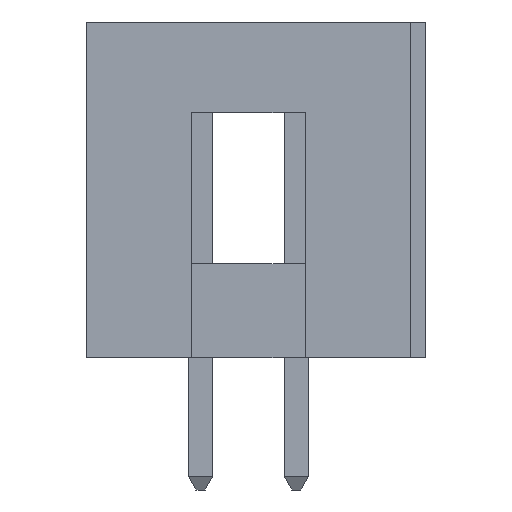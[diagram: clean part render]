
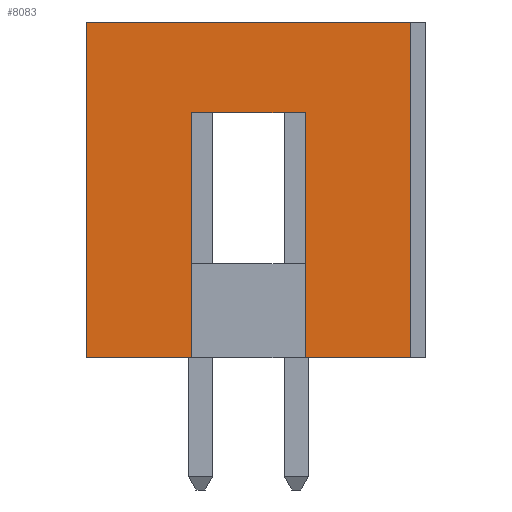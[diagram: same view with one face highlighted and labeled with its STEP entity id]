
A CAD part, left-side view. The second image highlights one B-rep face of the part: STEP entity #8083.
In plain terms, the highlighted planar face has unit normal (-1, 0, 0).
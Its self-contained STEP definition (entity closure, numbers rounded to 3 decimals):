
#60 = CARTESIAN_POINT ( 'NONE',  ( 0., 2.8, 6.5 ) ) ;
#69 = DIRECTION ( 'NONE',  ( 0., 0., 1. ) ) ;
#76 = CARTESIAN_POINT ( 'NONE',  ( 0., 0., 8.9 ) ) ;
#87 = ORIENTED_EDGE ( 'NONE', *, *, #1938, .F. ) ;
#445 = CARTESIAN_POINT ( 'NONE',  ( 0., 8.6, 8.9 ) ) ;
#710 = EDGE_CURVE ( 'NONE', #2938, #3862, #1557, .T. ) ;
#845 = ORIENTED_EDGE ( 'NONE', *, *, #6877, .T. ) ;
#896 = ORIENTED_EDGE ( 'NONE', *, *, #6381, .F. ) ;
#1020 = VECTOR ( 'NONE', #1438, 1000. ) ;
#1062 = AXIS2_PLACEMENT_3D ( 'NONE', #7367, #4015, #69 ) ;
#1139 = FACE_OUTER_BOUND ( 'NONE', #1193, .T. ) ;
#1157 = DIRECTION ( 'NONE',  ( 0., 0., -1. ) ) ;
#1172 = EDGE_CURVE ( 'NONE', #2878, #7764, #2336, .T. ) ;
#1193 = EDGE_LOOP ( 'NONE', ( #2540, #896, #2198, #1351, #845, #87, #8459, #8559 ) ) ;
#1351 = ORIENTED_EDGE ( 'NONE', *, *, #710, .T. ) ;
#1438 = DIRECTION ( 'NONE',  ( 0., 1., 0. ) ) ;
#1557 = LINE ( 'NONE', #5472, #6657 ) ;
#1717 = LINE ( 'NONE', #60, #5212 ) ;
#1819 = LINE ( 'NONE', #5693, #5119 ) ;
#1938 = EDGE_CURVE ( 'NONE', #7764, #7889, #2968, .T. ) ;
#2015 = CARTESIAN_POINT ( 'NONE',  ( 0., 8.6, 8.9 ) ) ;
#2030 = CARTESIAN_POINT ( 'NONE',  ( 0., 2.8, 6.5 ) ) ;
#2198 = ORIENTED_EDGE ( 'NONE', *, *, #2304, .F. ) ;
#2204 = EDGE_CURVE ( 'NONE', #7568, #2878, #3481, .T. ) ;
#2304 = EDGE_CURVE ( 'NONE', #2938, #3973, #4439, .T. ) ;
#2336 = LINE ( 'NONE', #3100, #3879 ) ;
#2497 = VECTOR ( 'NONE', #2640, 1000. ) ;
#2540 = ORIENTED_EDGE ( 'NONE', *, *, #6673, .T. ) ;
#2640 = DIRECTION ( 'NONE',  ( 0., 0., -1. ) ) ;
#2646 = PLANE ( 'NONE',  #1062 ) ;
#2684 = DIRECTION ( 'NONE',  ( 0., 0., -1. ) ) ;
#2878 = VERTEX_POINT ( 'NONE', #7733 ) ;
#2938 = VERTEX_POINT ( 'NONE', #7763 ) ;
#2968 = LINE ( 'NONE', #6765, #1020 ) ;
#3100 = CARTESIAN_POINT ( 'NONE',  ( 0., 5.8, 6.5 ) ) ;
#3481 = LINE ( 'NONE', #8625, #6844 ) ;
#3862 = VERTEX_POINT ( 'NONE', #445 ) ;
#3879 = VECTOR ( 'NONE', #1157, 1000. ) ;
#3932 = DIRECTION ( 'NONE',  ( 0., 1., 0. ) ) ;
#3973 = VERTEX_POINT ( 'NONE', #5768 ) ;
#4015 = DIRECTION ( 'NONE',  ( -1., 0., 0. ) ) ;
#4124 = CARTESIAN_POINT ( 'NONE',  ( 0., 2.8, 0. ) ) ;
#4439 = LINE ( 'NONE', #76, #6032 ) ;
#4529 = VERTEX_POINT ( 'NONE', #4124 ) ;
#4667 = DIRECTION ( 'NONE',  ( 0., 0., -1. ) ) ;
#4882 = CARTESIAN_POINT ( 'NONE',  ( 0., 8.6, 0. ) ) ;
#5016 = DIRECTION ( 'NONE',  ( 0., 1., 0. ) ) ;
#5119 = VECTOR ( 'NONE', #5016, 1000. ) ;
#5212 = VECTOR ( 'NONE', #4667, 1000. ) ;
#5472 = CARTESIAN_POINT ( 'NONE',  ( 0., -13.313, 8.9 ) ) ;
#5476 = CARTESIAN_POINT ( 'NONE',  ( 0., 5.8, 0. ) ) ;
#5693 = CARTESIAN_POINT ( 'NONE',  ( 0., -13.313, 0. ) ) ;
#5768 = CARTESIAN_POINT ( 'NONE',  ( 0., 0., 0. ) ) ;
#6032 = VECTOR ( 'NONE', #2684, 1000. ) ;
#6198 = DIRECTION ( 'NONE',  ( 0., 1., 0. ) ) ;
#6381 = EDGE_CURVE ( 'NONE', #3973, #4529, #1819, .T. ) ;
#6657 = VECTOR ( 'NONE', #6198, 1000. ) ;
#6673 = EDGE_CURVE ( 'NONE', #7568, #4529, #1717, .T. ) ;
#6765 = CARTESIAN_POINT ( 'NONE',  ( 0., -13.313, 0. ) ) ;
#6844 = VECTOR ( 'NONE', #3932, 1000. ) ;
#6877 = EDGE_CURVE ( 'NONE', #3862, #7889, #7853, .T. ) ;
#7367 = CARTESIAN_POINT ( 'NONE',  ( 0., -13.313, 8.9 ) ) ;
#7568 = VERTEX_POINT ( 'NONE', #2030 ) ;
#7733 = CARTESIAN_POINT ( 'NONE',  ( 0., 5.8, 6.5 ) ) ;
#7763 = CARTESIAN_POINT ( 'NONE',  ( 0., 0., 8.9 ) ) ;
#7764 = VERTEX_POINT ( 'NONE', #5476 ) ;
#7853 = LINE ( 'NONE', #2015, #2497 ) ;
#7889 = VERTEX_POINT ( 'NONE', #4882 ) ;
#8083 = ADVANCED_FACE ( 'NONE', ( #1139 ), #2646, .T. ) ;
#8459 = ORIENTED_EDGE ( 'NONE', *, *, #1172, .F. ) ;
#8559 = ORIENTED_EDGE ( 'NONE', *, *, #2204, .F. ) ;
#8625 = CARTESIAN_POINT ( 'NONE',  ( 0., 2.8, 6.5 ) ) ;
